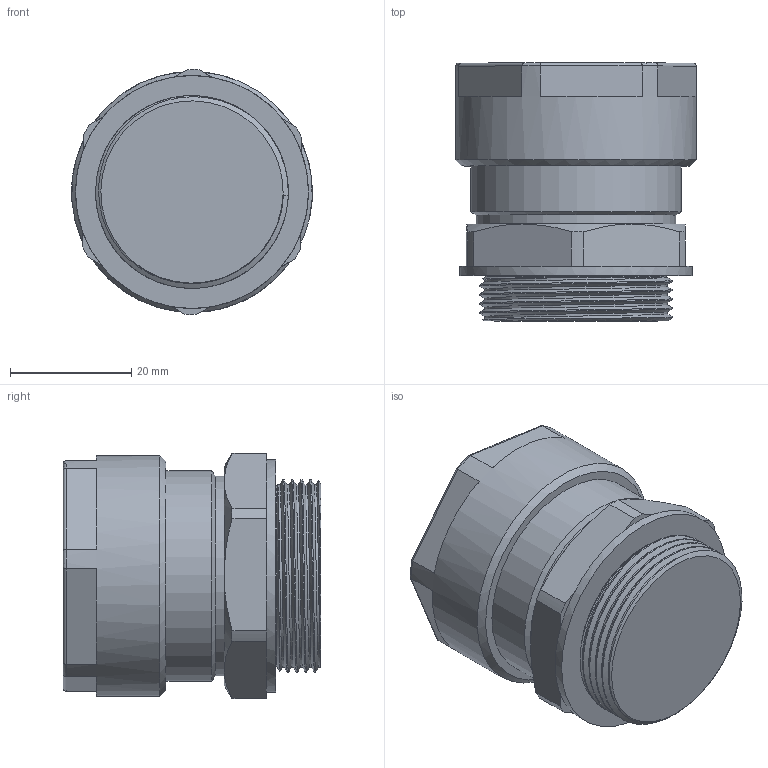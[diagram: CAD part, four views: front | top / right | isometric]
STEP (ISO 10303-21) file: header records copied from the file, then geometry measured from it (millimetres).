
FILE_DESCRIPTION(/* description */ (''),/* implementation_level */ '2;1');
FILE_NAME(/* name */ '501 321_C M32.stp',/* time_stamp */ '2020-11-27T14:46:20+05:00',/* author */ ('jgandhi'),/* organization */ (''),/* preprocessor_version */ 'ST-DEVELOPER v18',/* originating_system */ 'Autodesk Inventor 2020',/* authorisation */ '');
FILE_SCHEMA (('AUTOMOTIVE_DESIGN { 1 0 10303 214 3 1 1 }'));
Length unit declared in the file: millimetre
Products named in the file (1): 501 321_C M32
Bounding box: 39.74 x 42.61 x 40.5 mm (x, y, z)
Volume: 44501.1 mm3; surface area: 8356.3 mm2
Topology: 1 solids, 1 shells, 81 faces, 205 edges, 129 vertices
Faces by surface type: plane 35, cylinder 28, cone 10, torus 6, bspline 2
Full cylindrical faces by diameter (mm): 29.8 x1, 30.225 x4, 31.85 x3, 33 x1, 34.85 x1, 38.5 x1, 39.8 x1
Entity records: 4173 total; most frequent: CARTESIAN_POINT 2153, ORIENTED_EDGE 410, DIRECTION 386, EDGE_CURVE 205, AXIS2_PLACEMENT_3D 154, VERTEX_POINT 129, EDGE_LOOP 84, STYLED_ITEM 82
